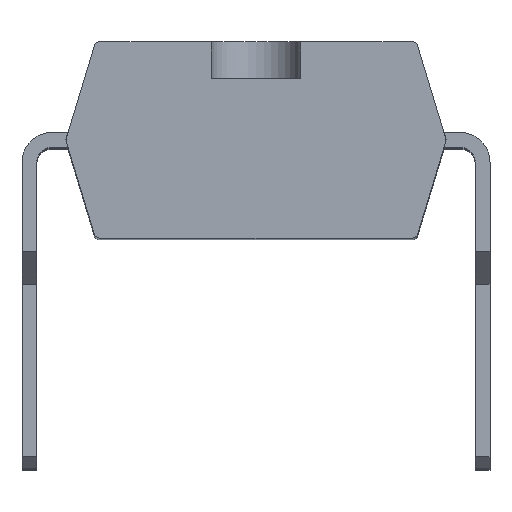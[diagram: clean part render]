
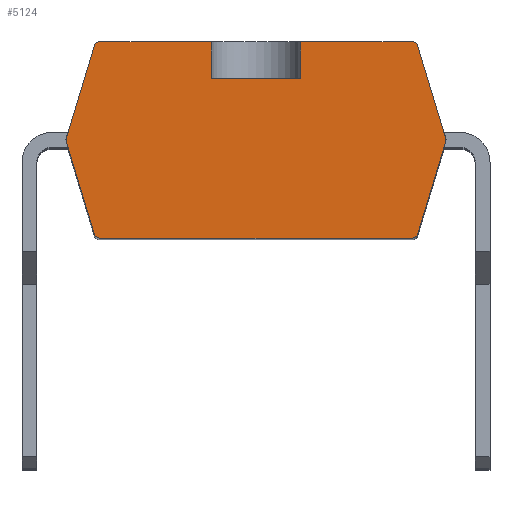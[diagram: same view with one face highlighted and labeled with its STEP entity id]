
A CAD part, top view. The second image highlights one B-rep face of the part: STEP entity #5124.
In plain terms, the highlighted planar face has unit normal (0, 0, 1).
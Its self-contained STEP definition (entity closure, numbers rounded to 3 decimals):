
#191=PLANE('',#5460);
#639=FACE_OUTER_BOUND('',#881,.T.);
#881=EDGE_LOOP('',(#4710,#4711,#4712,#4713,#4714,#4715,#4716,#4717,#4718,
#4719,#4720,#4721,#4722,#4723,#4724,#4725));
#1411=LINE('',#7965,#2027);
#1412=LINE('',#7969,#2028);
#1413=LINE('',#7972,#2029);
#1414=LINE('',#7975,#2030);
#1417=LINE('',#7979,#2033);
#1421=LINE('',#7993,#2037);
#1466=LINE('',#8098,#2082);
#1473=LINE('',#8115,#2089);
#1476=LINE('',#8125,#2092);
#1477=LINE('',#8128,#2093);
#2027=VECTOR('',#6542,10.);
#2028=VECTOR('',#6545,10.);
#2029=VECTOR('',#6550,10.);
#2030=VECTOR('',#6553,10.);
#2033=VECTOR('',#6556,10.);
#2037=VECTOR('',#6570,10.);
#2082=VECTOR('',#6669,10.);
#2089=VECTOR('',#6682,10.);
#2092=VECTOR('',#6693,10.);
#2093=VECTOR('',#6696,10.);
#2215=CIRCLE('',#5428,0.1);
#2217=CIRCLE('',#5431,0.1);
#2218=CIRCLE('',#5433,0.1);
#2224=CIRCLE('',#5458,0.1);
#2226=CIRCLE('',#5461,0.1);
#2227=CIRCLE('',#5462,0.1);
#2628=VERTEX_POINT('',#7963);
#2629=VERTEX_POINT('',#7964);
#2630=VERTEX_POINT('',#7966);
#2631=VERTEX_POINT('',#7968);
#2632=VERTEX_POINT('',#7974);
#2633=VERTEX_POINT('',#7977);
#2637=VERTEX_POINT('',#7990);
#2638=VERTEX_POINT('',#7992);
#2642=VERTEX_POINT('',#8002);
#2644=VERTEX_POINT('',#8008);
#2645=VERTEX_POINT('',#8012);
#2677=VERTEX_POINT('',#8112);
#2678=VERTEX_POINT('',#8114);
#2679=VERTEX_POINT('',#8118);
#2681=VERTEX_POINT('',#8124);
#2682=VERTEX_POINT('',#8127);
#3297=EDGE_CURVE('',#2628,#2629,#1411,.T.);
#3299=EDGE_CURVE('',#2631,#2630,#1412,.T.);
#3301=EDGE_CURVE('',#2630,#2628,#1413,.T.);
#3302=EDGE_CURVE('',#2632,#2631,#1414,.T.);
#3305=EDGE_CURVE('',#2629,#2633,#1417,.T.);
#3311=EDGE_CURVE('',#2638,#2637,#1421,.T.);
#3316=EDGE_CURVE('',#2642,#2638,#2215,.T.);
#3320=EDGE_CURVE('',#2637,#2644,#2217,.T.);
#3322=EDGE_CURVE('',#2633,#2645,#2218,.T.);
#3364=EDGE_CURVE('',#2645,#2642,#1466,.T.);
#3372=EDGE_CURVE('',#2677,#2678,#1473,.T.);
#3374=EDGE_CURVE('',#2679,#2677,#2224,.T.);
#3377=EDGE_CURVE('',#2681,#2644,#1476,.T.);
#3378=EDGE_CURVE('',#2678,#2681,#2226,.T.);
#3379=EDGE_CURVE('',#2682,#2679,#1477,.T.);
#3380=EDGE_CURVE('',#2632,#2682,#2227,.T.);
#4710=ORIENTED_EDGE('',*,*,#3297,.T.);
#4711=ORIENTED_EDGE('',*,*,#3305,.T.);
#4712=ORIENTED_EDGE('',*,*,#3322,.T.);
#4713=ORIENTED_EDGE('',*,*,#3364,.T.);
#4714=ORIENTED_EDGE('',*,*,#3316,.T.);
#4715=ORIENTED_EDGE('',*,*,#3311,.T.);
#4716=ORIENTED_EDGE('',*,*,#3320,.T.);
#4717=ORIENTED_EDGE('',*,*,#3377,.F.);
#4718=ORIENTED_EDGE('',*,*,#3378,.F.);
#4719=ORIENTED_EDGE('',*,*,#3372,.F.);
#4720=ORIENTED_EDGE('',*,*,#3374,.F.);
#4721=ORIENTED_EDGE('',*,*,#3379,.F.);
#4722=ORIENTED_EDGE('',*,*,#3380,.F.);
#4723=ORIENTED_EDGE('',*,*,#3302,.T.);
#4724=ORIENTED_EDGE('',*,*,#3299,.T.);
#4725=ORIENTED_EDGE('',*,*,#3301,.T.);
#5124=ADVANCED_FACE('',(#639),#191,.T.);
#5428=AXIS2_PLACEMENT_3D('',#8003,#6577,#6578);
#5431=AXIS2_PLACEMENT_3D('',#8010,#6585,#6586);
#5433=AXIS2_PLACEMENT_3D('',#8014,#6590,#6591);
#5458=AXIS2_PLACEMENT_3D('',#8119,#6686,#6687);
#5460=AXIS2_PLACEMENT_3D('',#8123,#6691,#6692);
#5461=AXIS2_PLACEMENT_3D('',#8126,#6694,#6695);
#5462=AXIS2_PLACEMENT_3D('',#8129,#6697,#6698);
#6542=DIRECTION('',(0.,1.,0.));
#6545=DIRECTION('',(0.,-1.,0.));
#6550=DIRECTION('',(-1.,0.,0.));
#6553=DIRECTION('',(-1.,0.,0.));
#6556=DIRECTION('',(-1.,0.,0.));
#6570=DIRECTION('',(0.29,-0.957,0.));
#6577=DIRECTION('center_axis',(0.,0.,1.));
#6578=DIRECTION('ref_axis',(-1.,0.,0.));
#6585=DIRECTION('center_axis',(0.,0.,1.));
#6586=DIRECTION('ref_axis',(-0.596,-0.803,0.));
#6590=DIRECTION('center_axis',(0.,0.,1.));
#6591=DIRECTION('ref_axis',(-0.596,0.803,0.));
#6669=DIRECTION('',(-0.29,-0.957,0.));
#6682=DIRECTION('',(-0.29,-0.957,0.));
#6686=DIRECTION('center_axis',(0.,0.,-1.));
#6687=DIRECTION('ref_axis',(1.,0.,0.));
#6691=DIRECTION('center_axis',(0.,0.,1.));
#6692=DIRECTION('ref_axis',(1.,0.,0.));
#6693=DIRECTION('',(-1.,0.,0.));
#6694=DIRECTION('center_axis',(0.,0.,-1.));
#6695=DIRECTION('ref_axis',(0.596,-0.803,0.));
#6696=DIRECTION('',(0.29,-0.957,0.));
#6697=DIRECTION('center_axis',(0.,0.,-1.));
#6698=DIRECTION('ref_axis',(0.596,0.803,0.));
#7963=CARTESIAN_POINT('',(-3.45,2.68,0.));
#7964=CARTESIAN_POINT('',(-3.45,3.3,0.));
#7965=CARTESIAN_POINT('',(-3.45,3.28,0.));
#7966=CARTESIAN_POINT('',(-1.95,2.68,0.));
#7968=CARTESIAN_POINT('',(-1.95,3.3,0.));
#7969=CARTESIAN_POINT('',(-1.95,3.28,0.));
#7972=CARTESIAN_POINT('',(-1.981,2.68,0.));
#7974=CARTESIAN_POINT('',(-0.074,3.3,0.));
#7975=CARTESIAN_POINT('',(-2.7,3.3,0.));
#7977=CARTESIAN_POINT('',(-5.326,3.3,0.));
#7979=CARTESIAN_POINT('',(-2.7,3.3,0.));
#7990=CARTESIAN_POINT('',(-5.422,0.071,0.));
#7992=CARTESIAN_POINT('',(-5.891,1.621,0.));
#7993=CARTESIAN_POINT('',(-5.9,1.65,0.));
#8002=CARTESIAN_POINT('',(-5.891,1.679,0.));
#8003=CARTESIAN_POINT('Origin',(-5.796,1.65,0.));
#8008=CARTESIAN_POINT('',(-5.326,0.,0.));
#8010=CARTESIAN_POINT('Origin',(-5.326,0.1,0.));
#8012=CARTESIAN_POINT('',(-5.422,3.229,0.));
#8014=CARTESIAN_POINT('Origin',(-5.326,3.2,0.));
#8098=CARTESIAN_POINT('',(-5.4,3.3,0.));
#8112=CARTESIAN_POINT('',(0.491,1.621,0.));
#8114=CARTESIAN_POINT('',(0.022,0.071,0.));
#8115=CARTESIAN_POINT('',(0.5,1.65,0.));
#8118=CARTESIAN_POINT('',(0.491,1.679,0.));
#8119=CARTESIAN_POINT('Origin',(0.396,1.65,0.));
#8123=CARTESIAN_POINT('Origin',(-1.263,1.65,0.));
#8124=CARTESIAN_POINT('',(-0.074,0.,0.));
#8125=CARTESIAN_POINT('',(0.,0.,0.));
#8126=CARTESIAN_POINT('Origin',(-0.074,0.1,0.));
#8127=CARTESIAN_POINT('',(0.022,3.229,0.));
#8128=CARTESIAN_POINT('',(0.,3.3,0.));
#8129=CARTESIAN_POINT('Origin',(-0.074,3.2,0.));
